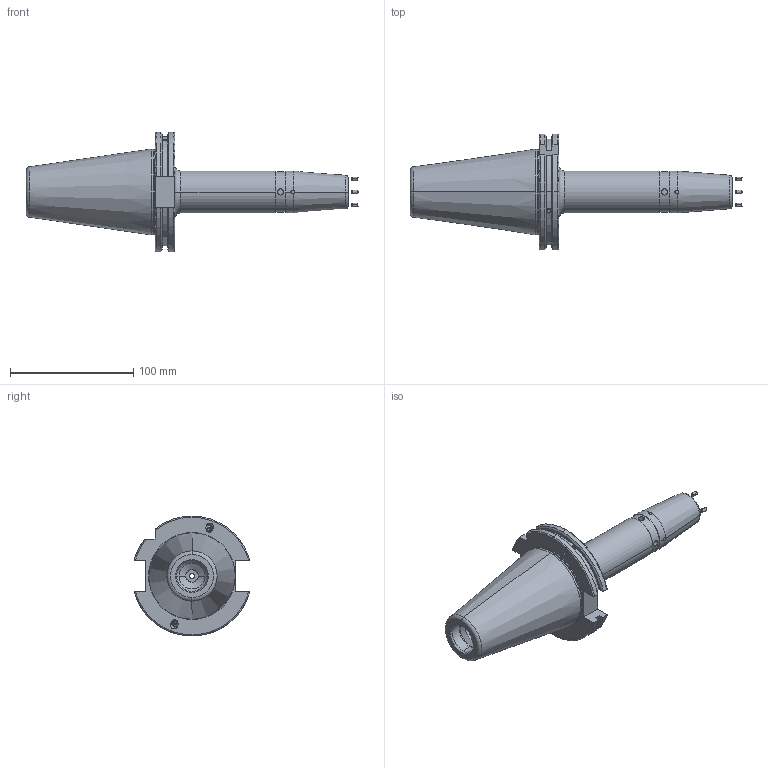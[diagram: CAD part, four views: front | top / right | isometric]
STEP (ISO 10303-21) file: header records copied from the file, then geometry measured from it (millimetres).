
FILE_DESCRIPTION (( 'STEP AP203' ), '1' );
FILE_NAME ('F1S509H-SFK16160.STEP', '2024-05-28T07:37:46', ( '' ), ( '' ), 'SwSTEP 2.0', 'SolidWorks 2024', '' );
FILE_SCHEMA (( 'CONFIG_CONTROL_DESIGN' ));
Length unit declared in the file: millimetre
Products named in the file (7): GS-M4X4_DIN 913 - M4 x 4-N; EXPANDER PLUG Ø3x3.6; F1S509H-SFK16160; SK50SFK16160FWW; GS-M3X5; SCWM12X1X20-FLAT; GS-M4X4-COATING_DIN 913 - M4 x 4-N
Assembly tree (14 placements, depth 2):
  F1S509H-SFK16160
    SK50SFK16160FWW
    SCWM12X1X20-FLAT
    EXPANDER PLUG Ø3x3.6  x4
    GS-M4X4_DIN 913 - M4 x 4-N  x2
    GS-M4X4-COATING_DIN 913 - M4 x 4-N  x2
    GS-M3X5  x4
Bounding box: 269.77 x 94.05 x 97.5 mm (x, y, z)
Volume: 425877.3 mm3; surface area: 68202.3 mm2
Topology: 14 solids, 14 shells, 443 faces, 1061 edges, 646 vertices
Faces by surface type: cone 152, plane 137, cylinder 134, torus 20
Entity records: 10826 total; most frequent: CARTESIAN_POINT 2956, DIRECTION 1503, ORIENTED_EDGE 1430, EDGE_CURVE 715, AXIS2_PLACEMENT_3D 604, VERTEX_POINT 439, EDGE_LOOP 322, CIRCLE 296
